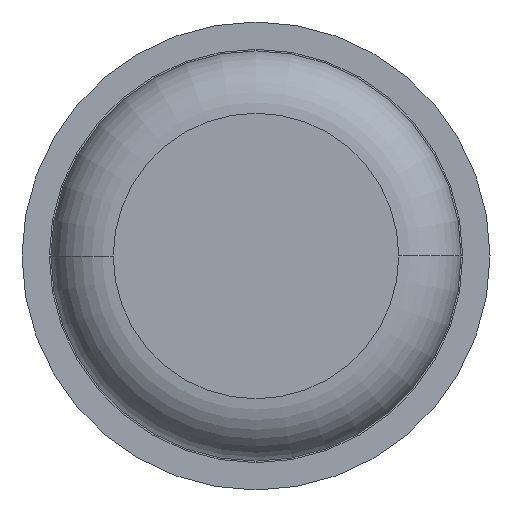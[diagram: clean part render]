
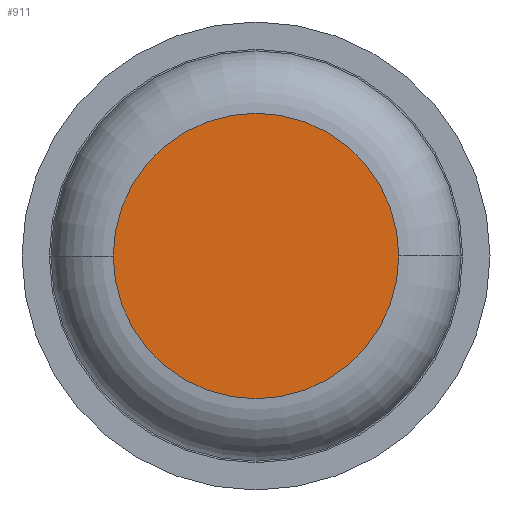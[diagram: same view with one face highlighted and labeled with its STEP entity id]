
A CAD part, front view. The second image highlights one B-rep face of the part: STEP entity #911.
In plain terms, the highlighted planar face has unit normal (0, -1, 0).
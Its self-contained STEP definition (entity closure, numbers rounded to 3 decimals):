
#28 = DIRECTION ( 'NONE',  ( -1., 0., 0. ) ) ;
#62 = PLANE ( 'NONE',  #3416 ) ;
#83 = AXIS2_PLACEMENT_3D ( 'NONE', #2431, #2784, #1036 ) ;
#176 = AXIS2_PLACEMENT_3D ( 'NONE', #1502, #862, #3202 ) ;
#204 = FACE_OUTER_BOUND ( 'NONE', #387, .T. ) ;
#315 = VERTEX_POINT ( 'NONE', #2393 ) ;
#387 = EDGE_LOOP ( 'NONE', ( #1441, #1351 ) ) ;
#768 = CARTESIAN_POINT ( 'NONE',  ( 0.915, 0., 0. ) ) ;
#862 = DIRECTION ( 'NONE',  ( 0., -1., 0. ) ) ;
#911 = ADVANCED_FACE ( 'Defeature ausgef�hrt1_6', ( #204 ), #62, .F. ) ;
#1036 = DIRECTION ( 'NONE',  ( -1., 0., 0. ) ) ;
#1064 = CARTESIAN_POINT ( 'NONE',  ( 0., 0., 0. ) ) ;
#1351 = ORIENTED_EDGE ( 'NONE', *, *, #4185, .T. ) ;
#1441 = ORIENTED_EDGE ( 'NONE', *, *, #4252, .T. ) ;
#1502 = CARTESIAN_POINT ( 'NONE',  ( 0., 0., 0. ) ) ;
#1529 = CIRCLE ( 'NONE', #83, 0.915 ) ;
#2393 = CARTESIAN_POINT ( 'NONE',  ( -0.915, 0., 0. ) ) ;
#2431 = CARTESIAN_POINT ( 'NONE',  ( 0., 0., 0. ) ) ;
#2784 = DIRECTION ( 'NONE',  ( 0., -1., 0. ) ) ;
#2899 = VERTEX_POINT ( 'NONE', #768 ) ;
#3202 = DIRECTION ( 'NONE',  ( -1., 0., 0. ) ) ;
#3416 = AXIS2_PLACEMENT_3D ( 'NONE', #1064, #4251, #28 ) ;
#4185 = EDGE_CURVE ( 'Defeature ausgef�hrt1_6+Defeature ausgef�hrt1_7+Defeature ausgef�hrt1_7+Defeature ausgef�hrt1_7', #2899, #315, #4343, .T. ) ;
#4251 = DIRECTION ( 'NONE',  ( 0., 1., 0. ) ) ;
#4252 = EDGE_CURVE ( 'Defeature ausgef�hrt1_6+Defeature ausgef�hrt1_7+Defeature ausgef�hrt1_7+Defeature ausgef�hrt1_7', #315, #2899, #1529, .T. ) ;
#4343 = CIRCLE ( 'NONE', #176, 0.915 ) ;
